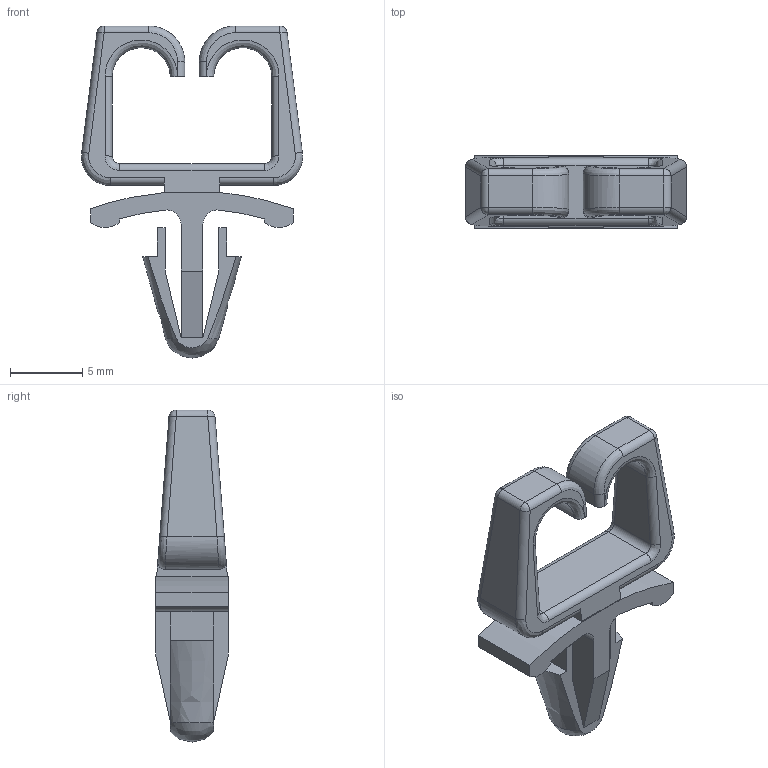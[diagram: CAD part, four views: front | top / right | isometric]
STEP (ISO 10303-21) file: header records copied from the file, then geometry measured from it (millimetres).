
FILE_DESCRIPTION((''),'2;1');
FILE_NAME('','2005-12-14T16:13:11',(''),(''),'','CADfix','');
FILE_SCHEMA(('AUTOMOTIVE_DESIGN'));
Length unit declared in the file: millimetre
Products named in the file (1): clip
Bounding box: 15.26 x 5 x 22.9 mm (x, y, z)
Volume: 488.7 mm3; surface area: 862 mm2
Topology: 1 solids, 1 shells, 108 faces, 266 edges, 160 vertices
Faces by surface type: bspline 108
Entity records: 4798 total; most frequent: CARTESIAN_POINT 3289, ORIENTED_EDGE 532, EDGE_CURVE 266, VERTEX_POINT 160, QUASI_UNIFORM_CURVE 152, EDGE_LOOP 108, FACE_OUTER_BOUND 108, ADVANCED_FACE 108
